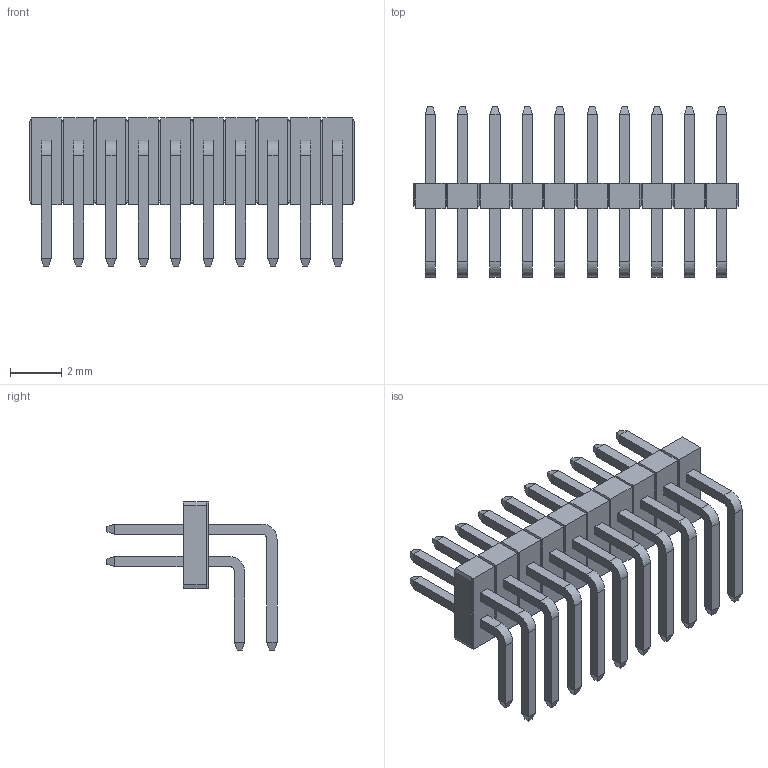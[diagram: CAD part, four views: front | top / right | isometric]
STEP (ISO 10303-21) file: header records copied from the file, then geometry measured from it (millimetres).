
FILE_DESCRIPTION( ('This file contains a STEP AP42 implementation' ,'as created by ZW3D STEP Interface translator.') ,'2;1' );
FILE_NAME( '1310-12XXXXR084XXXX.stp' ,'23 315.101520', (''), ('ZWCAD Software Co.'), 'Version 1.0', 'ZW3D to STEP translator', '' );
FILE_SCHEMA(('AUTOMOTIVE_DESIGN { 1 0 10303 214 1 1 1 1 }'));
Length unit declared in the file: millimetre
Products named in the file (2): 0; 1310-1210XXR084XXXX
Bounding box: 12.7 x 6.67 x 5.8 mm (x, y, z)
Volume: 69.8 mm3; surface area: 461.6 mm2
Topology: 21 solids, 21 shells, 624 faces, 1466 edges, 884 vertices
Faces by surface type: plane 584, cylinder 40
Entity records: 17891 total; most frequent: CARTESIAN_POINT 2975, ORIENTED_EDGE 2932, DIRECTION 2796, EDGE_CURVE 1466, VECTOR 1386, LINE 1386, VERTEX_POINT 884, AXIS2_PLACEMENT_3D 705
